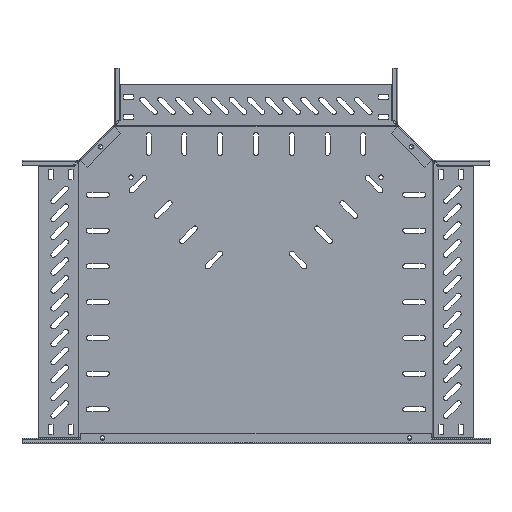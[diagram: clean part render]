
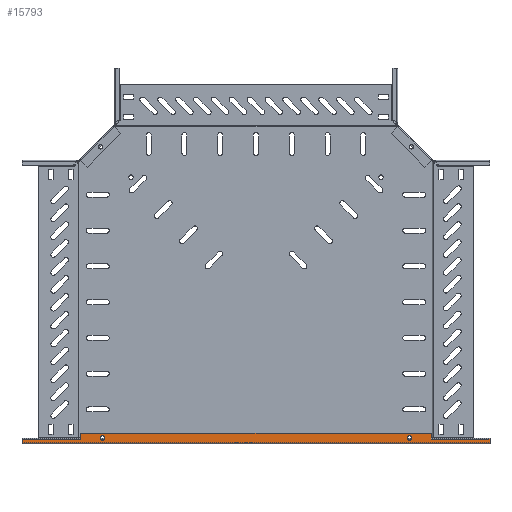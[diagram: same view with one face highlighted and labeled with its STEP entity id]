
A CAD part, front view. The second image highlights one B-rep face of the part: STEP entity #15793.
In plain terms, the highlighted planar face has unit normal (0, -1, 0).
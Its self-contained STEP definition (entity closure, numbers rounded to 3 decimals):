
#34 = ORIENTED_EDGE ( 'NONE', *, *, #6934, .T. ) ;
#85 = EDGE_CURVE ( 'NONE', #8565, #6027, #24226, .T. ) ;
#162 = EDGE_CURVE ( 'NONE', #27066, #4126, #2665, .T. ) ;
#258 = AXIS2_PLACEMENT_3D ( 'NONE', #12268, #1335, #16721 ) ;
#587 = CARTESIAN_POINT ( 'NONE',  ( 6.75, 0., -572. ) ) ;
#1314 = CARTESIAN_POINT ( 'NONE',  ( 8.25, 0., -541.75 ) ) ;
#1335 = DIRECTION ( 'NONE',  ( 0., -1., 0. ) ) ;
#1489 = VECTOR ( 'NONE', #22693, 1000. ) ;
#1601 = VECTOR ( 'NONE', #17324, 1000. ) ;
#1676 = EDGE_LOOP ( 'NONE', ( #21808, #3633 ) ) ;
#1782 = CIRCLE ( 'NONE', #17242, 3.1 ) ;
#2105 = EDGE_CURVE ( 'NONE', #6890, #27066, #13354, .T. ) ;
#2218 = AXIS2_PLACEMENT_3D ( 'NONE', #3011, #15994, #19872 ) ;
#2249 = CARTESIAN_POINT ( 'NONE',  ( 6.75, 0., 0. ) ) ;
#2340 = LINE ( 'NONE', #27233, #26763 ) ;
#2366 = CARTESIAN_POINT ( 'NONE',  ( 15., 0., -82. ) ) ;
#2503 = VECTOR ( 'NONE', #21366, 1000. ) ;
#2562 = EDGE_CURVE ( 'NONE', #14104, #25113, #19249, .T. ) ;
#2665 = LINE ( 'NONE', #2941, #1601 ) ;
#2941 = CARTESIAN_POINT ( 'NONE',  ( 1.75, 0., -327. ) ) ;
#3011 = CARTESIAN_POINT ( 'NONE',  ( 8.25, 0., -112.25 ) ) ;
#3633 = ORIENTED_EDGE ( 'NONE', *, *, #2562, .F. ) ;
#4126 = VERTEX_POINT ( 'NONE', #22573 ) ;
#4530 = LINE ( 'NONE', #8946, #2503 ) ;
#4941 = CARTESIAN_POINT ( 'NONE',  ( 6.75, 0., -654. ) ) ;
#4942 = FACE_BOUND ( 'NONE', #17437, .T. ) ;
#5036 = ORIENTED_EDGE ( 'NONE', *, *, #85, .T. ) ;
#5130 = AXIS2_PLACEMENT_3D ( 'NONE', #17475, #15277, #23664 ) ;
#5371 = CARTESIAN_POINT ( 'NONE',  ( 15., 0., -572. ) ) ;
#6027 = VERTEX_POINT ( 'NONE', #6615 ) ;
#6186 = DIRECTION ( 'NONE',  ( -1., 0., 0. ) ) ;
#6458 = LINE ( 'NONE', #19021, #16714 ) ;
#6534 = AXIS2_PLACEMENT_3D ( 'NONE', #13231, #15052, #9242 ) ;
#6611 = FACE_BOUND ( 'NONE', #1676, .T. ) ;
#6615 = CARTESIAN_POINT ( 'NONE',  ( 6.75, 0., 0. ) ) ;
#6860 = EDGE_LOOP ( 'NONE', ( #10788, #5036, #24054, #26604, #19180, #27310, #16152, #15779 ) ) ;
#6890 = VERTEX_POINT ( 'NONE', #4941 ) ;
#6934 = EDGE_CURVE ( 'NONE', #24430, #25778, #13712, .T. ) ;
#7000 = EDGE_CURVE ( 'NONE', #25113, #14104, #1782, .T. ) ;
#8520 = VERTEX_POINT ( 'NONE', #5371 ) ;
#8565 = VERTEX_POINT ( 'NONE', #18860 ) ;
#8623 = DIRECTION ( 'NONE',  ( 0., 0., 1. ) ) ;
#8653 = VECTOR ( 'NONE', #9632, 1000. ) ;
#8946 = CARTESIAN_POINT ( 'NONE',  ( 15., 0., -82. ) ) ;
#9242 = DIRECTION ( 'NONE',  ( -1., 0., 0. ) ) ;
#9502 = VECTOR ( 'NONE', #10071, 1000. ) ;
#9632 = DIRECTION ( 'NONE',  ( -1., 0., 0. ) ) ;
#10071 = DIRECTION ( 'NONE',  ( 0., 0., 1. ) ) ;
#10169 = CARTESIAN_POINT ( 'NONE',  ( 15., 0., 0. ) ) ;
#10788 = ORIENTED_EDGE ( 'NONE', *, *, #14546, .T. ) ;
#11577 = DIRECTION ( 'NONE',  ( -1., 0., 0. ) ) ;
#12268 = CARTESIAN_POINT ( 'NONE',  ( 8.25, 0., -541.75 ) ) ;
#12296 = EDGE_CURVE ( 'NONE', #8520, #15012, #6458, .T. ) ;
#13231 = CARTESIAN_POINT ( 'NONE',  ( 15., 0., -327. ) ) ;
#13354 = LINE ( 'NONE', #21767, #8653 ) ;
#13712 = CIRCLE ( 'NONE', #2218, 3.1 ) ;
#14104 = VERTEX_POINT ( 'NONE', #26553 ) ;
#14546 = EDGE_CURVE ( 'NONE', #24665, #8565, #4530, .T. ) ;
#15012 = VERTEX_POINT ( 'NONE', #587 ) ;
#15052 = DIRECTION ( 'NONE',  ( 0., 1., 0. ) ) ;
#15277 = DIRECTION ( 'NONE',  ( 0., 1., 0. ) ) ;
#15287 = ORIENTED_EDGE ( 'NONE', *, *, #26572, .T. ) ;
#15649 = CARTESIAN_POINT ( 'NONE',  ( 1.75, 0., -654. ) ) ;
#15677 = CARTESIAN_POINT ( 'NONE',  ( 5.15, 0., -112.25 ) ) ;
#15779 = ORIENTED_EDGE ( 'NONE', *, *, #25386, .T. ) ;
#15793 = ADVANCED_FACE ( 'NONE', ( #4942, #25520, #6611 ), #19741, .F. ) ;
#15994 = DIRECTION ( 'NONE',  ( 0., 1., 0. ) ) ;
#16152 = ORIENTED_EDGE ( 'NONE', *, *, #12296, .F. ) ;
#16163 = LINE ( 'NONE', #20288, #9502 ) ;
#16714 = VECTOR ( 'NONE', #6186, 1000. ) ;
#16721 = DIRECTION ( 'NONE',  ( -1., 0., 0. ) ) ;
#17242 = AXIS2_PLACEMENT_3D ( 'NONE', #1314, #26334, #11577 ) ;
#17324 = DIRECTION ( 'NONE',  ( 0., 0., 1. ) ) ;
#17437 = EDGE_LOOP ( 'NONE', ( #34, #15287 ) ) ;
#17475 = CARTESIAN_POINT ( 'NONE',  ( 8.25, 0., -112.25 ) ) ;
#18820 = CIRCLE ( 'NONE', #5130, 3.1 ) ;
#18860 = CARTESIAN_POINT ( 'NONE',  ( 6.75, 0., -82. ) ) ;
#19021 = CARTESIAN_POINT ( 'NONE',  ( 15., 0., -572. ) ) ;
#19180 = ORIENTED_EDGE ( 'NONE', *, *, #2105, .F. ) ;
#19249 = CIRCLE ( 'NONE', #258, 3.1 ) ;
#19267 = VECTOR ( 'NONE', #8623, 1000. ) ;
#19741 = PLANE ( 'NONE',  #6534 ) ;
#19872 = DIRECTION ( 'NONE',  ( -1., 0., 0. ) ) ;
#20288 = CARTESIAN_POINT ( 'NONE',  ( 15., 0., -327. ) ) ;
#20417 = EDGE_CURVE ( 'NONE', #6027, #4126, #20920, .T. ) ;
#20920 = LINE ( 'NONE', #10169, #1489 ) ;
#21268 = DIRECTION ( 'NONE',  ( 0., 0., -1. ) ) ;
#21366 = DIRECTION ( 'NONE',  ( -1., 0., 0. ) ) ;
#21767 = CARTESIAN_POINT ( 'NONE',  ( 15., 0., -654. ) ) ;
#21808 = ORIENTED_EDGE ( 'NONE', *, *, #7000, .F. ) ;
#22573 = CARTESIAN_POINT ( 'NONE',  ( 1.75, 0., 0. ) ) ;
#22693 = DIRECTION ( 'NONE',  ( -1., 0., 0. ) ) ;
#23664 = DIRECTION ( 'NONE',  ( -1., 0., 0. ) ) ;
#24054 = ORIENTED_EDGE ( 'NONE', *, *, #20417, .T. ) ;
#24226 = LINE ( 'NONE', #2249, #19267 ) ;
#24430 = VERTEX_POINT ( 'NONE', #15677 ) ;
#24665 = VERTEX_POINT ( 'NONE', #2366 ) ;
#25113 = VERTEX_POINT ( 'NONE', #25541 ) ;
#25386 = EDGE_CURVE ( 'NONE', #8520, #24665, #16163, .T. ) ;
#25520 = FACE_OUTER_BOUND ( 'NONE', #6860, .T. ) ;
#25541 = CARTESIAN_POINT ( 'NONE',  ( 5.15, 0., -541.75 ) ) ;
#25778 = VERTEX_POINT ( 'NONE', #27279 ) ;
#26334 = DIRECTION ( 'NONE',  ( 0., -1., 0. ) ) ;
#26553 = CARTESIAN_POINT ( 'NONE',  ( 11.35, 0., -541.75 ) ) ;
#26572 = EDGE_CURVE ( 'NONE', #25778, #24430, #18820, .T. ) ;
#26604 = ORIENTED_EDGE ( 'NONE', *, *, #162, .F. ) ;
#26763 = VECTOR ( 'NONE', #21268, 1000. ) ;
#27066 = VERTEX_POINT ( 'NONE', #15649 ) ;
#27233 = CARTESIAN_POINT ( 'NONE',  ( 6.75, 0., -654. ) ) ;
#27279 = CARTESIAN_POINT ( 'NONE',  ( 11.35, 0., -112.25 ) ) ;
#27289 = EDGE_CURVE ( 'NONE', #15012, #6890, #2340, .T. ) ;
#27310 = ORIENTED_EDGE ( 'NONE', *, *, #27289, .F. ) ;
